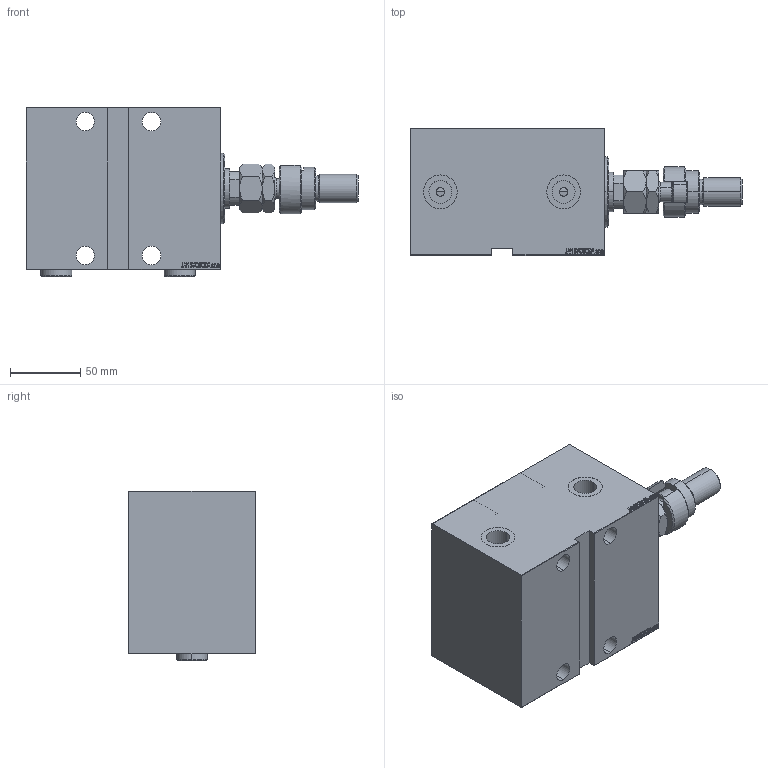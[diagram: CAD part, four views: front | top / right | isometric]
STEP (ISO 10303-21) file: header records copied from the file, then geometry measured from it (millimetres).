
FILE_DESCRIPTION (( 'STEP AP203' ), '1' );
FILE_NAME ('edca.STEP', '2024-02-12T19:57:48', ( '' ), ( '' ), 'SwSTEP 2.0', 'SolidWorks 2019', '' );
FILE_SCHEMA (( 'CONFIG_CONTROL_DESIGN' ));
Length unit declared in the file: millimetre
Products named in the file (8): V450CM_E_VCP 8978f555b228bcfd3d77a065ae0cfef5; DFA 8978f555b228bcfd3d77a065ae0cfef5; edca; V450CM_VC_B 8978f555b228bcfd3d77a065ae0cfef5; V450CM_E_Body 8978f555b228bcfd3d77a065ae0cfef5; FEMALE_PART_FOR_DFA 8978f555b228bcfd3d77a065ae0cfef5; MFA 8978f555b228bcfd3d77a065ae0cfef5; Zatka_OIL_PORT 8978f555b228bcfd3d77a065ae0cfef5
Assembly tree (8 placements, depth 3):
  edca
    V450CM_E_Body 8978f555b228bcfd3d77a065ae0cfef5
    V450CM_E_VCP 8978f555b228bcfd3d77a065ae0cfef5
    V450CM_VC_B 8978f555b228bcfd3d77a065ae0cfef5
    DFA 8978f555b228bcfd3d77a065ae0cfef5
      FEMALE_PART_FOR_DFA 8978f555b228bcfd3d77a065ae0cfef5
      MFA 8978f555b228bcfd3d77a065ae0cfef5
    Zatka_OIL_PORT 8978f555b228bcfd3d77a065ae0cfef5  x2
Bounding box: 235.5 x 90 x 119.9 mm (x, y, z)
Volume: 1261756.8 mm3; surface area: 175824.4 mm2
Topology: 7 solids, 7 shells, 997 faces, 2502 edges, 1637 vertices
Faces by surface type: plane 474, bspline 380, cylinder 81, cone 58, torus 4
Entity records: 47222 total; most frequent: CARTESIAN_POINT 25413, ORIENTED_EDGE 4920, DIRECTION 3070, EDGE_CURVE 2460, VERTEX_POINT 1613, LINE 1418, VECTOR 1418, EDGE_LOOP 1111
